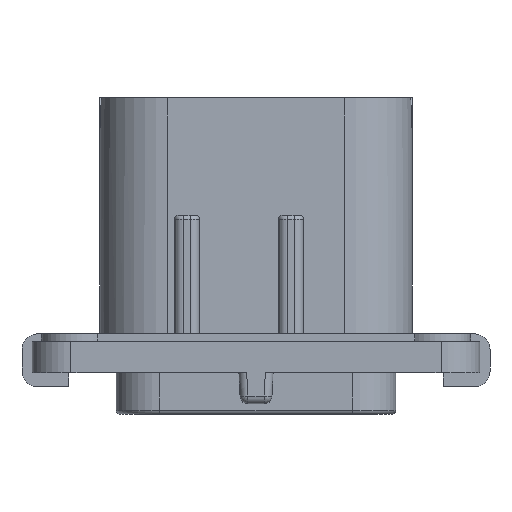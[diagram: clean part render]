
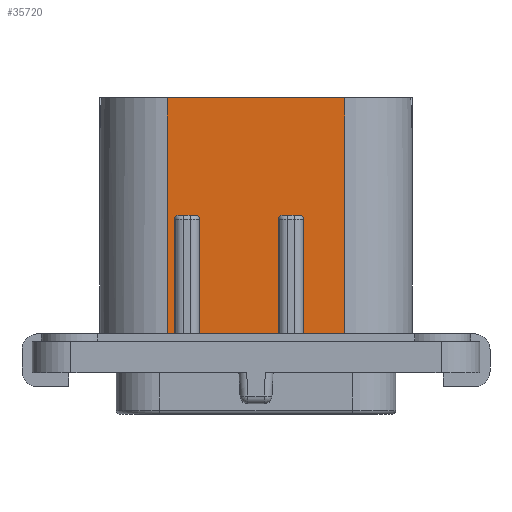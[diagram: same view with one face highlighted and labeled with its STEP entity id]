
A CAD part, front view. The second image highlights one B-rep face of the part: STEP entity #35720.
In plain terms, the highlighted planar face has unit normal (0, -1, 0).
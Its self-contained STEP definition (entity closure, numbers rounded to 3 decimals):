
#1187=DIRECTION('',(1.,0.,0.));
#1188=VECTOR('',#1187,2.66);
#1189=CARTESIAN_POINT('',(3.04,-9.,2.));
#1190=LINE('',#1189,#1188);
#2539=DIRECTION('',(1.,0.,0.));
#2540=VECTOR('',#2539,11.4);
#2541=CARTESIAN_POINT('',(-5.7,-9.,17.67));
#2542=LINE('',#2541,#2540);
#8487=DIRECTION('',(0.,0.,1.));
#8488=VECTOR('',#8487,7.87);
#8489=CARTESIAN_POINT('',(3.04,-9.,2.));
#8490=LINE('',#8489,#8488);
#8491=DIRECTION('',(1.,0.,0.));
#8492=VECTOR('',#8491,1.1);
#8493=CARTESIAN_POINT('',(1.69,-9.,10.12));
#8494=LINE('',#8493,#8492);
#8495=DIRECTION('',(0.,0.,1.));
#8496=VECTOR('',#8495,7.87);
#8497=CARTESIAN_POINT('',(1.44,-9.,2.));
#8498=LINE('',#8497,#8496);
#8499=DIRECTION('',(0.,0.,1.));
#8500=VECTOR('',#8499,7.87);
#8501=CARTESIAN_POINT('',(-3.65,-9.,2.));
#8502=LINE('',#8501,#8500);
#8503=DIRECTION('',(1.,0.,0.));
#8504=VECTOR('',#8503,1.1);
#8505=CARTESIAN_POINT('',(-5.,-9.,10.12));
#8506=LINE('',#8505,#8504);
#8507=DIRECTION('',(0.,0.,1.));
#8508=VECTOR('',#8507,7.87);
#8509=CARTESIAN_POINT('',(-5.25,-9.,2.));
#8510=LINE('',#8509,#8508);
#8511=DIRECTION('',(0.,0.,-1.));
#8512=VECTOR('',#8511,15.67);
#8513=CARTESIAN_POINT('',(-5.7,-9.,17.67));
#8514=LINE('',#8513,#8512);
#8515=DIRECTION('',(0.,0.,-1.));
#8516=VECTOR('',#8515,15.67);
#8517=CARTESIAN_POINT('',(5.7,-9.,17.67));
#8518=LINE('',#8517,#8516);
#8532=CARTESIAN_POINT('',(2.79,-9.,9.87));
#8533=DIRECTION('',(0.,1.,0.));
#8534=DIRECTION('',(0.,0.,1.));
#8535=AXIS2_PLACEMENT_3D('',#8532,#8533,#8534);
#8574=CARTESIAN_POINT('',(1.69,-9.,9.87));
#8575=DIRECTION('',(0.,1.,0.));
#8576=DIRECTION('',(-1.,0.,0.));
#8577=AXIS2_PLACEMENT_3D('',#8574,#8575,#8576);
#8664=DIRECTION('',(1.,0.,0.));
#8665=VECTOR('',#8664,0.45);
#8666=CARTESIAN_POINT('',(-5.7,-9.,2.));
#8667=LINE('',#8666,#8665);
#14639=CARTESIAN_POINT('',(-5.,-9.,9.87));
#14640=DIRECTION('',(0.,1.,0.));
#14641=DIRECTION('',(-1.,0.,0.));
#14642=AXIS2_PLACEMENT_3D('',#14639,#14640,#14641);
#14671=CARTESIAN_POINT('',(-3.9,-9.,9.87));
#14672=DIRECTION('',(0.,1.,0.));
#14673=DIRECTION('',(0.,0.,1.));
#14674=AXIS2_PLACEMENT_3D('',#14671,#14672,#14673);
#14696=DIRECTION('',(1.,0.,0.));
#14697=VECTOR('',#14696,5.09);
#14698=CARTESIAN_POINT('',(-3.65,-9.,2.));
#14699=LINE('',#14698,#14697);
#20243=CARTESIAN_POINT('',(-5.7,-9.,17.67));
#20244=CARTESIAN_POINT('',(-5.7,-9.,2.));
#20245=VERTEX_POINT('',#20243);
#20246=VERTEX_POINT('',#20244);
#20247=CARTESIAN_POINT('',(5.7,-9.,17.67));
#20248=CARTESIAN_POINT('',(5.7,-9.,2.));
#20249=VERTEX_POINT('',#20247);
#20250=VERTEX_POINT('',#20248);
#20401=CARTESIAN_POINT('',(-5.25,-9.,2.));
#20402=VERTEX_POINT('',#20401);
#20403=CARTESIAN_POINT('',(-3.65,-9.,2.));
#20404=CARTESIAN_POINT('',(1.44,-9.,2.));
#20405=VERTEX_POINT('',#20403);
#20406=VERTEX_POINT('',#20404);
#20407=CARTESIAN_POINT('',(3.04,-9.,2.));
#20408=VERTEX_POINT('',#20407);
#22864=CARTESIAN_POINT('',(-3.65,-9.,9.87));
#22866=VERTEX_POINT('',#22864);
#22868=CARTESIAN_POINT('',(-3.9,-9.,10.12));
#22870=VERTEX_POINT('',#22868);
#22891=CARTESIAN_POINT('',(-5.,-9.,10.12));
#22892=VERTEX_POINT('',#22891);
#22893=CARTESIAN_POINT('',(-5.25,-9.,9.87));
#22894=VERTEX_POINT('',#22893);
#22896=CARTESIAN_POINT('',(3.04,-9.,9.87));
#22898=VERTEX_POINT('',#22896);
#22900=CARTESIAN_POINT('',(2.79,-9.,10.12));
#22902=VERTEX_POINT('',#22900);
#22903=CARTESIAN_POINT('',(1.69,-9.,10.12));
#22905=VERTEX_POINT('',#22903);
#22907=CARTESIAN_POINT('',(1.44,-9.,9.87));
#22909=VERTEX_POINT('',#22907);
#35684=CARTESIAN_POINT('',(-10.05,-9.,2.));
#35685=DIRECTION('',(0.,-1.,0.));
#35686=DIRECTION('',(1.,0.,0.));
#35687=AXIS2_PLACEMENT_3D('',#35684,#35685,#35686);
#35688=PLANE('',#35687);
#35690=ORIENTED_EDGE('',*,*,#35689,.T.);
#35692=ORIENTED_EDGE('',*,*,#35691,.F.);
#35694=ORIENTED_EDGE('',*,*,#35693,.F.);
#35696=ORIENTED_EDGE('',*,*,#35695,.F.);
#35698=ORIENTED_EDGE('',*,*,#35697,.F.);
#35700=ORIENTED_EDGE('',*,*,#35699,.F.);
#35702=ORIENTED_EDGE('',*,*,#35701,.T.);
#35704=ORIENTED_EDGE('',*,*,#35703,.F.);
#35706=ORIENTED_EDGE('',*,*,#35705,.F.);
#35708=ORIENTED_EDGE('',*,*,#35707,.F.);
#35710=ORIENTED_EDGE('',*,*,#35709,.F.);
#35712=ORIENTED_EDGE('',*,*,#35711,.F.);
#35714=ORIENTED_EDGE('',*,*,#35713,.F.);
#35715=ORIENTED_EDGE('',*,*,#27355,.T.);
#35716=ORIENTED_EDGE('',*,*,#27324,.T.);
#35717=ORIENTED_EDGE('',*,*,#26521,.F.);
#35718=EDGE_LOOP('',(#35690,#35692,#35694,#35696,#35698,#35700,#35702,#35704,
#35706,#35708,#35710,#35712,#35714,#35715,#35716,#35717));
#35719=FACE_OUTER_BOUND('',#35718,.F.);
#35720=ADVANCED_FACE('',(#35719),#35688,.T.);
#8536=CIRCLE('',#8535,0.25);
#8578=CIRCLE('',#8577,0.25);
#14643=CIRCLE('',#14642,0.25);
#14675=CIRCLE('',#14674,0.25);
#26521=EDGE_CURVE('',#20408,#20250,#1190,.T.);
#27324=EDGE_CURVE('',#20249,#20250,#8518,.T.);
#27355=EDGE_CURVE('',#20245,#20249,#2542,.T.);
#35689=EDGE_CURVE('',#20408,#22898,#8490,.T.);
#35691=EDGE_CURVE('',#22902,#22898,#8536,.T.);
#35693=EDGE_CURVE('',#22905,#22902,#8494,.T.);
#35695=EDGE_CURVE('',#22909,#22905,#8578,.T.);
#35697=EDGE_CURVE('',#20406,#22909,#8498,.T.);
#35699=EDGE_CURVE('',#20405,#20406,#14699,.T.);
#35701=EDGE_CURVE('',#20405,#22866,#8502,.T.);
#35703=EDGE_CURVE('',#22870,#22866,#14675,.T.);
#35705=EDGE_CURVE('',#22892,#22870,#8506,.T.);
#35707=EDGE_CURVE('',#22894,#22892,#14643,.T.);
#35709=EDGE_CURVE('',#20402,#22894,#8510,.T.);
#35711=EDGE_CURVE('',#20246,#20402,#8667,.T.);
#35713=EDGE_CURVE('',#20245,#20246,#8514,.T.);
